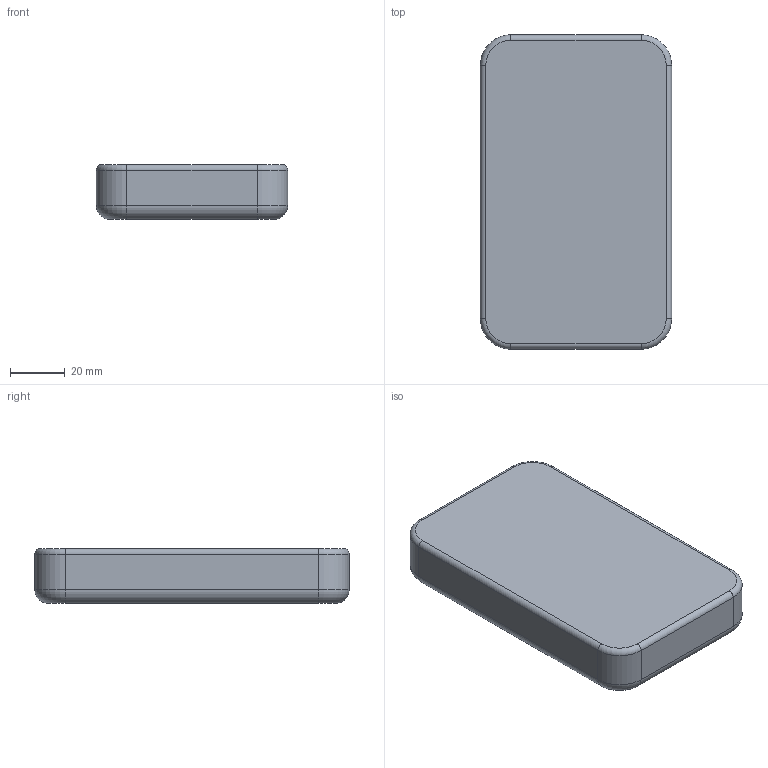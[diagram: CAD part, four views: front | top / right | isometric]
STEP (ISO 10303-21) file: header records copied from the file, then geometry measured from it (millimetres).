
FILE_DESCRIPTION(/* description */ ('STEP AP242','CAx-IF Rec.Pracs.---Representation and Presentation of Product Manufacturing Information (PMI)---4.0---2014-10-13','CAx-IF Rec.Pracs.---3D Tessellated Geometry---0.4---2014-09-14','2;1'),/* implementation_level */ '2;1');
FILE_NAME(/* name */ '66f8cc19b8ae4812ec2c7a18',/* time_stamp */ '2024-09-29T03:40:09Z',/* author */ (''),/* organization */ (''),/* preprocessor_version */ 'ST-DEVELOPER v20',/* originating_system */ ' ',/* authorisation */ ' ');
FILE_SCHEMA (('AP242_MANAGED_MODEL_BASED_3D_ENGINEERING_MIM_LF { 1 0 10303 442 1 1 4 }'));
Length unit declared in the file: metre
Products named in the file (1): Part 1
Bounding box: 70 x 115 x 20 mm (x, y, z)
Volume: 108457.1 mm3; surface area: 28297.6 mm2
Topology: 1 solids, 1 shells, 72 faces, 154 edges, 94 vertices
Faces by surface type: plane 32, cylinder 24, torus 8, cone 8
Full cylindrical faces by diameter (mm): 1.8 x1, 2.3 x3, 2.8 x1, 3.3 x2, 4.3 x1
Entity records: 1808 total; most frequent: DIRECTION 336, CARTESIAN_POINT 291, ORIENTED_EDGE 262, AXIS2_PLACEMENT_3D 132, EDGE_CURVE 131, EDGE_LOOP 98, FACE_BOUND 98, VERTEX_POINT 87
